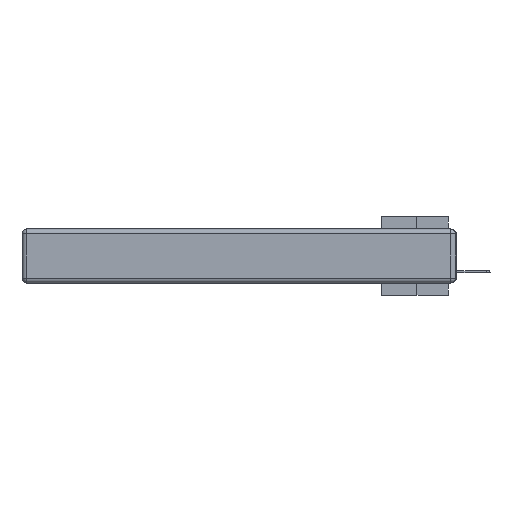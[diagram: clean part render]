
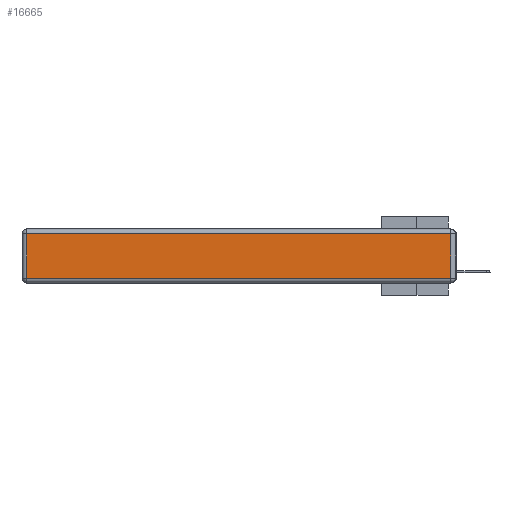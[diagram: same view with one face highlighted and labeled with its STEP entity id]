
A CAD part, left-side view. The second image highlights one B-rep face of the part: STEP entity #16665.
In plain terms, the highlighted planar face has unit normal (-1, 0, 0).
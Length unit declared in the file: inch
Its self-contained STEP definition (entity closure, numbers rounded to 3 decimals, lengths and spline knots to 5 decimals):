
#417 = EDGE_CURVE ( 'NONE', #15516, #27843, #3465, .T. ) ;
#562 = VECTOR ( 'NONE', #33918, 39.37008 ) ;
#3465 = LINE ( 'NONE', #21131, #8204 ) ;
#4722 = DIRECTION ( 'NONE',  ( -1., 0., 0. ) ) ;
#6853 = CARTESIAN_POINT ( 'NONE',  ( 0., 2.75, -0.03 ) ) ;
#7730 = PLANE ( 'NONE',  #13868 ) ;
#8204 = VECTOR ( 'NONE', #33657, 39.37008 ) ;
#9441 = ORIENTED_EDGE ( 'NONE', *, *, #20381, .T. ) ;
#10179 = ORIENTED_EDGE ( 'NONE', *, *, #417, .T. ) ;
#11077 = ORIENTED_EDGE ( 'NONE', *, *, #37858, .T. ) ;
#11249 = VERTEX_POINT ( 'NONE', #17872 ) ;
#11376 = VECTOR ( 'NONE', #27631, 39.37008 ) ;
#13868 = AXIS2_PLACEMENT_3D ( 'NONE', #22630, #4722, #28651 ) ;
#15375 = FACE_OUTER_BOUND ( 'NONE', #27370, .T. ) ;
#15516 = VERTEX_POINT ( 'NONE', #32124 ) ;
#16665 = ADVANCED_FACE ( 'NONE', ( #15375 ), #7730, .T. ) ;
#17872 = CARTESIAN_POINT ( 'NONE',  ( 0., 2.72, -0.03 ) ) ;
#19291 = ORIENTED_EDGE ( 'NONE', *, *, #22766, .T. ) ;
#20300 = LINE ( 'NONE', #21353, #562 ) ;
#20381 = EDGE_CURVE ( 'NONE', #24613, #11249, #30053, .T. ) ;
#20739 = CARTESIAN_POINT ( 'NONE',  ( 0., 0.03, -0.03 ) ) ;
#21131 = CARTESIAN_POINT ( 'NONE',  ( 0., 0., -0.313 ) ) ;
#21353 = CARTESIAN_POINT ( 'NONE',  ( 0., 2.72, -0.343 ) ) ;
#22630 = CARTESIAN_POINT ( 'NONE',  ( 0., 0., -0.343 ) ) ;
#22766 = EDGE_CURVE ( 'NONE', #27843, #24613, #25657, .T. ) ;
#24613 = VERTEX_POINT ( 'NONE', #20739 ) ;
#25657 = LINE ( 'NONE', #35198, #32252 ) ;
#26679 = DIRECTION ( 'NONE',  ( 0., 0., 1. ) ) ;
#27370 = EDGE_LOOP ( 'NONE', ( #10179, #19291, #9441, #11077 ) ) ;
#27631 = DIRECTION ( 'NONE',  ( 0., 1., 0. ) ) ;
#27843 = VERTEX_POINT ( 'NONE', #30549 ) ;
#28651 = DIRECTION ( 'NONE',  ( 0., 0., 1. ) ) ;
#30053 = LINE ( 'NONE', #6853, #11376 ) ;
#30549 = CARTESIAN_POINT ( 'NONE',  ( 0., 0.03, -0.313 ) ) ;
#32124 = CARTESIAN_POINT ( 'NONE',  ( 0., 2.72, -0.313 ) ) ;
#32252 = VECTOR ( 'NONE', #26679, 39.37008 ) ;
#33657 = DIRECTION ( 'NONE',  ( 0., -1., 0. ) ) ;
#33918 = DIRECTION ( 'NONE',  ( 0., 0., -1. ) ) ;
#35198 = CARTESIAN_POINT ( 'NONE',  ( 0., 0.03, -0.343 ) ) ;
#37858 = EDGE_CURVE ( 'NONE', #11249, #15516, #20300, .T. ) ;
